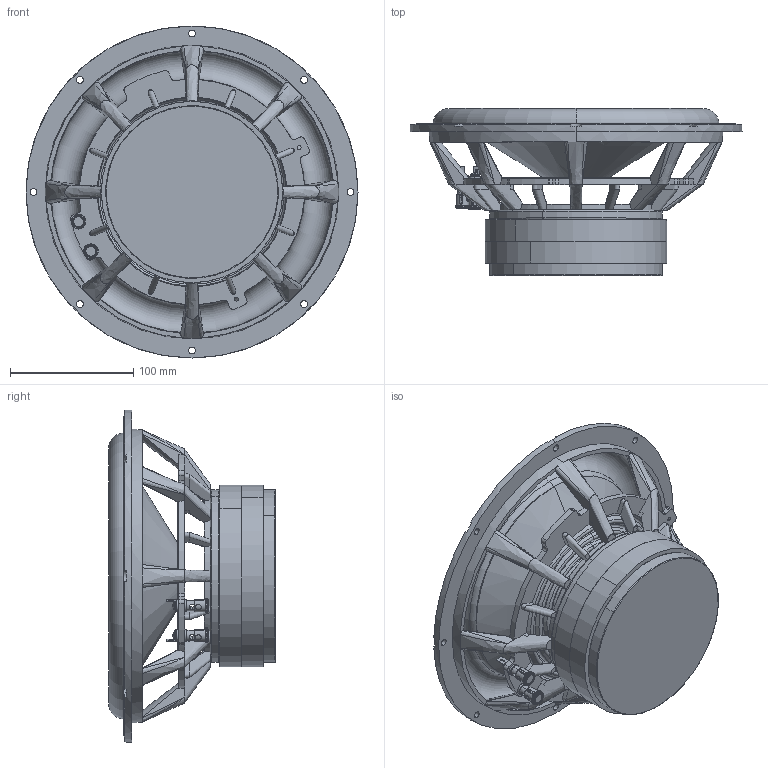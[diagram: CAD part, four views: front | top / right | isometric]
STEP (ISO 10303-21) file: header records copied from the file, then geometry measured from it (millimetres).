
FILE_DESCRIPTION (( 'STEP AP203' ), '1' );
FILE_NAME ('101FHWX4-118 3D drawing 20210130.STEP', '2021-01-30T03:40:31', ( '' ), ( '' ), 'SwSTEP 2.0', 'SolidWorks 2020', '' );
FILE_SCHEMA (( 'CONFIG_CONTROL_DESIGN' ));
Length unit declared in the file: millimetre
Products named in the file (1): 101FHWX4-118 3D drawing 20210130
Bounding box: 269 x 135.27 x 269 mm (x, y, z)
Surface area: 370662.5 mm2 (no closed solid volume)
Topology: 0 solids, 28 shells, 494 faces, 1756 edges, 1202 vertices
Faces by surface type: cylinder 173, plane 149, bspline 88, cone 42, torus 36, sphere 6
Entity records: 26627 total; most frequent: CARTESIAN_POINT 12864, ORIENTED_EDGE 2903, DIRECTION 2497, EDGE_CURVE 1740, VERTEX_POINT 1202, AXIS2_PLACEMENT_3D 984, B_SPLINE_CURVE_WITH_KNOTS 602, CIRCLE 577
